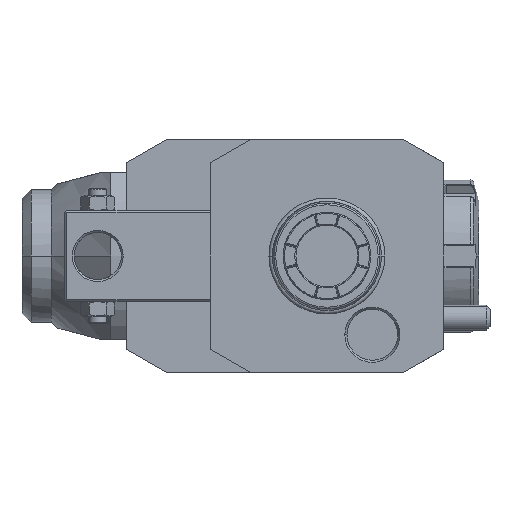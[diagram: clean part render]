
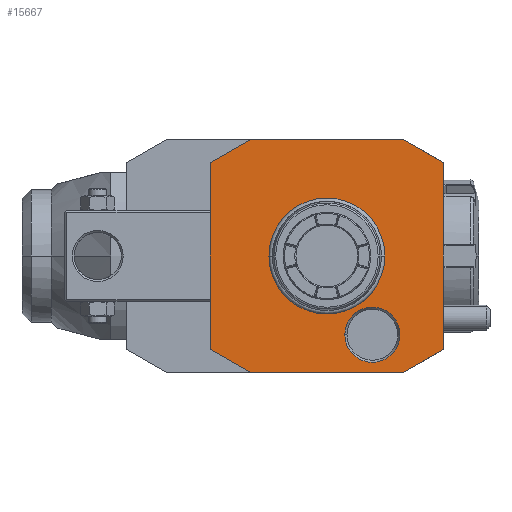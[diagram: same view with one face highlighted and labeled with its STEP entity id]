
A CAD part, front view. The second image highlights one B-rep face of the part: STEP entity #15667.
In plain terms, the highlighted planar face has unit normal (0, -1, 0).
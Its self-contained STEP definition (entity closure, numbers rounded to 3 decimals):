
#4579=DIRECTION('',(0.866,0.,0.5));
#4580=VECTOR('',#4579,12.702);
#4581=CARTESIAN_POINT('',(44.,-41.,-32.));
#4582=LINE('',#4581,#4580);
#4583=DIRECTION('',(1.,0.,0.));
#4584=VECTOR('',#4583,42.);
#4585=CARTESIAN_POINT('',(2.,-41.,-32.));
#4586=LINE('',#4585,#4584);
#4587=DIRECTION('',(0.866,0.,-0.5));
#4588=VECTOR('',#4587,12.702);
#4589=CARTESIAN_POINT('',(-9.,-41.,-25.649));
#4590=LINE('',#4589,#4588);
#4591=DIRECTION('',(0.,0.,-1.));
#4592=VECTOR('',#4591,51.298);
#4593=CARTESIAN_POINT('',(-9.,-41.,25.649));
#4594=LINE('',#4593,#4592);
#4595=DIRECTION('',(-0.866,0.,-0.5));
#4596=VECTOR('',#4595,12.702);
#4597=CARTESIAN_POINT('',(2.,-41.,32.));
#4598=LINE('',#4597,#4596);
#4599=DIRECTION('',(-1.,0.,0.));
#4600=VECTOR('',#4599,42.);
#4601=CARTESIAN_POINT('',(44.,-41.,32.));
#4602=LINE('',#4601,#4600);
#4603=DIRECTION('',(-0.866,0.,0.5));
#4604=VECTOR('',#4603,12.702);
#4605=CARTESIAN_POINT('',(55.,-41.,25.649));
#4606=LINE('',#4605,#4604);
#4607=DIRECTION('',(0.,0.,1.));
#4608=VECTOR('',#4607,51.298);
#4609=CARTESIAN_POINT('',(55.,-41.,-25.649));
#4610=LINE('',#4609,#4608);
#4611=CARTESIAN_POINT('',(35.5,-41.,-21.651));
#4612=DIRECTION('',(0.,1.,0.));
#4613=DIRECTION('',(-1.,0.,0.));
#4614=AXIS2_PLACEMENT_3D('',#4611,#4612,#4613);
#4616=CARTESIAN_POINT('',(35.5,-41.,-21.651));
#4617=DIRECTION('',(0.,1.,0.));
#4618=DIRECTION('',(1.,0.,0.));
#4619=AXIS2_PLACEMENT_3D('',#4616,#4617,#4618);
#6839=CARTESIAN_POINT('',(23.,-41.,0.));
#6840=DIRECTION('',(0.,-1.,0.));
#6841=DIRECTION('',(1.,0.,0.));
#6842=AXIS2_PLACEMENT_3D('',#6839,#6840,#6841);
#6844=CARTESIAN_POINT('',(23.,-41.,0.));
#6845=DIRECTION('',(0.,-1.,0.));
#6846=DIRECTION('',(-1.,0.,0.));
#6847=AXIS2_PLACEMENT_3D('',#6844,#6845,#6846);
#9510=CARTESIAN_POINT('',(27.923,-41.,-21.651));
#9511=CARTESIAN_POINT('',(43.077,-41.,-21.651));
#9512=VERTEX_POINT('',#9510);
#9513=VERTEX_POINT('',#9511);
#9922=CARTESIAN_POINT('',(44.,-41.,-32.));
#9923=CARTESIAN_POINT('',(55.,-41.,-25.649));
#9924=VERTEX_POINT('',#9922);
#9925=VERTEX_POINT('',#9923);
#9926=CARTESIAN_POINT('',(55.,-41.,25.649));
#9927=VERTEX_POINT('',#9926);
#9928=CARTESIAN_POINT('',(44.,-41.,32.));
#9929=VERTEX_POINT('',#9928);
#9930=CARTESIAN_POINT('',(2.,-41.,32.));
#9931=VERTEX_POINT('',#9930);
#9932=CARTESIAN_POINT('',(-9.,-41.,25.649));
#9933=VERTEX_POINT('',#9932);
#9934=CARTESIAN_POINT('',(-9.,-41.,-25.649));
#9935=VERTEX_POINT('',#9934);
#9936=CARTESIAN_POINT('',(2.,-41.,-32.));
#9937=VERTEX_POINT('',#9936);
#10086=CARTESIAN_POINT('',(38.783,-41.,0.));
#10087=CARTESIAN_POINT('',(7.217,-41.,0.));
#10088=VERTEX_POINT('',#10086);
#10089=VERTEX_POINT('',#10087);
#15638=CARTESIAN_POINT('',(23.,-41.,0.));
#15639=DIRECTION('',(0.,-1.,0.));
#15640=DIRECTION('',(-1.,0.,0.));
#15641=AXIS2_PLACEMENT_3D('',#15638,#15639,#15640);
#15642=PLANE('',#15641);
#15643=ORIENTED_EDGE('',*,*,#10306,.F.);
#15644=ORIENTED_EDGE('',*,*,#10324,.F.);
#15645=ORIENTED_EDGE('',*,*,#10351,.F.);
#15647=ORIENTED_EDGE('',*,*,#15646,.F.);
#15648=ORIENTED_EDGE('',*,*,#15630,.F.);
#15649=ORIENTED_EDGE('',*,*,#10214,.F.);
#15650=ORIENTED_EDGE('',*,*,#10243,.F.);
#15652=ORIENTED_EDGE('',*,*,#15651,.F.);
#15653=EDGE_LOOP('',(#15643,#15644,#15645,#15647,#15648,#15649,#15650,#15652));
#15654=FACE_OUTER_BOUND('',#15653,.F.);
#15656=ORIENTED_EDGE('',*,*,#15655,.T.);
#15658=ORIENTED_EDGE('',*,*,#15657,.T.);
#15659=EDGE_LOOP('',(#15656,#15658));
#15660=FACE_BOUND('',#15659,.F.);
#15662=ORIENTED_EDGE('',*,*,#15661,.F.);
#15664=ORIENTED_EDGE('',*,*,#15663,.F.);
#15665=EDGE_LOOP('',(#15662,#15664));
#15666=FACE_BOUND('',#15665,.F.);
#4615=CIRCLE('',#4614,7.577);
#4620=CIRCLE('',#4619,7.577);
#6843=CIRCLE('',#6842,15.783);
#6848=CIRCLE('',#6847,15.783);
#10214=EDGE_CURVE('',#9929,#9931,#4602,.T.);
#10243=EDGE_CURVE('',#9927,#9929,#4606,.T.);
#10306=EDGE_CURVE('',#9924,#9925,#4582,.T.);
#10324=EDGE_CURVE('',#9937,#9924,#4586,.T.);
#10351=EDGE_CURVE('',#9935,#9937,#4590,.T.);
#15630=EDGE_CURVE('',#9931,#9933,#4598,.T.);
#15646=EDGE_CURVE('',#9933,#9935,#4594,.T.);
#15651=EDGE_CURVE('',#9925,#9927,#4610,.T.);
#15655=EDGE_CURVE('',#10088,#10089,#6843,.T.);
#15657=EDGE_CURVE('',#10089,#10088,#6848,.T.);
#15661=EDGE_CURVE('',#9512,#9513,#4615,.T.);
#15663=EDGE_CURVE('',#9513,#9512,#4620,.T.);
#15667=ADVANCED_FACE('',(#15654,#15660,#15666),#15642,.T.);
